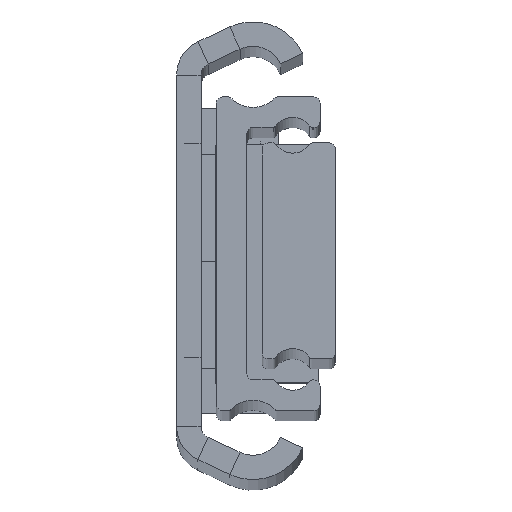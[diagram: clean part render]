
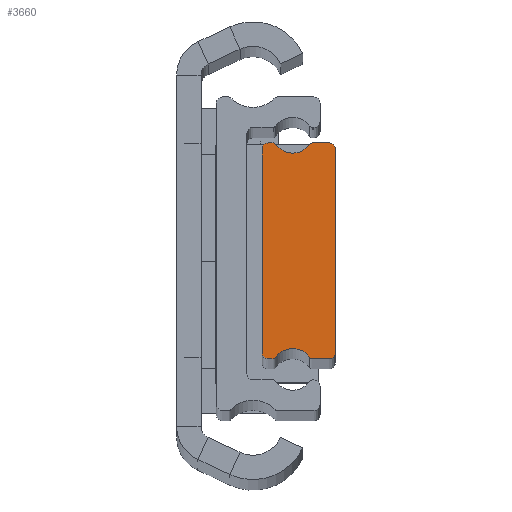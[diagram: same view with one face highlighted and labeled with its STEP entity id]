
A CAD part, top view. The second image highlights one B-rep face of the part: STEP entity #3660.
In plain terms, the highlighted planar face has unit normal (0, 0, 1).
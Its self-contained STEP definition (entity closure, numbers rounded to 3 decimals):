
#35 = LINE ( 'NONE', #102, #2547 ) ;
#77 = CARTESIAN_POINT ( 'NONE',  ( -3.797, -17.688, 0. ) ) ;
#102 = CARTESIAN_POINT ( 'NONE',  ( -12., 16.688, 0. ) ) ;
#124 = DIRECTION ( 'NONE',  ( 0., 0., 1. ) ) ;
#134 = VECTOR ( 'NONE', #2166, 1000. ) ;
#160 = ORIENTED_EDGE ( 'NONE', *, *, #2488, .T. ) ;
#192 = EDGE_LOOP ( 'NONE', ( #4715, #4491, #2955, #1602, #1536, #4484, #923, #890, #2308, #160, #3661, #2973, #4304, #4881, #3433, #1296 ) ) ;
#202 = LINE ( 'NONE', #942, #3314 ) ;
#232 = VERTEX_POINT ( 'NONE', #1830 ) ;
#249 = DIRECTION ( 'NONE',  ( 1., 0., 0. ) ) ;
#280 = AXIS2_PLACEMENT_3D ( 'NONE', #2357, #3208, #779 ) ;
#284 = DIRECTION ( 'NONE',  ( 1., 0., 0. ) ) ;
#311 = DIRECTION ( 'NONE',  ( 0., 0., 1. ) ) ;
#351 = VERTEX_POINT ( 'NONE', #3558 ) ;
#355 = VERTEX_POINT ( 'NONE', #4823 ) ;
#368 = CARTESIAN_POINT ( 'NONE',  ( -3.797, 17.188, 0. ) ) ;
#389 = CIRCLE ( 'NONE', #3022, 1. ) ;
#442 = CARTESIAN_POINT ( 'NONE',  ( -1., -16.688, 0. ) ) ;
#459 = AXIS2_PLACEMENT_3D ( 'NONE', #3612, #4036, #1997 ) ;
#462 = CARTESIAN_POINT ( 'NONE',  ( -4.208, -17.473, 0. ) ) ;
#628 = CARTESIAN_POINT ( 'NONE',  ( -3.797, -17.188, 0. ) ) ;
#675 = EDGE_CURVE ( 'NONE', #5114, #5108, #2270, .T. ) ;
#693 = CARTESIAN_POINT ( 'NONE',  ( 0., 16.688, 0. ) ) ;
#779 = DIRECTION ( 'NONE',  ( 1., 0., 0. ) ) ;
#849 = EDGE_CURVE ( 'NONE', #4256, #4683, #3034, .T. ) ;
#886 = CARTESIAN_POINT ( 'NONE',  ( -7., 19.412, 0. ) ) ;
#890 = ORIENTED_EDGE ( 'NONE', *, *, #2123, .T. ) ;
#923 = ORIENTED_EDGE ( 'NONE', *, *, #849, .T. ) ;
#942 = CARTESIAN_POINT ( 'NONE',  ( 0., -16.688, 0. ) ) ;
#1104 = VECTOR ( 'NONE', #2393, 1000. ) ;
#1133 = CARTESIAN_POINT ( 'NONE',  ( -11., 16.687, 0. ) ) ;
#1154 = AXIS2_PLACEMENT_3D ( 'NONE', #886, #1691, #2108 ) ;
#1186 = DIRECTION ( 'NONE',  ( 0., 0., 1. ) ) ;
#1254 = CARTESIAN_POINT ( 'NONE',  ( -4.208, 17.473, 0. ) ) ;
#1296 = ORIENTED_EDGE ( 'NONE', *, *, #3267, .T. ) ;
#1317 = DIRECTION ( 'NONE',  ( 1., 0., 0. ) ) ;
#1343 = CARTESIAN_POINT ( 'NONE',  ( -10.203, -17.688, 0. ) ) ;
#1363 = AXIS2_PLACEMENT_3D ( 'NONE', #5240, #1186, #4869 ) ;
#1370 = AXIS2_PLACEMENT_3D ( 'NONE', #3980, #1967, #4418 ) ;
#1407 = VECTOR ( 'NONE', #1317, 1000. ) ;
#1409 = DIRECTION ( 'NONE',  ( 1., 0., 0. ) ) ;
#1505 = DIRECTION ( 'NONE',  ( 0., 0., 1. ) ) ;
#1535 = PLANE ( 'NONE',  #1876 ) ;
#1536 = ORIENTED_EDGE ( 'NONE', *, *, #4118, .T. ) ;
#1602 = ORIENTED_EDGE ( 'NONE', *, *, #4996, .T. ) ;
#1691 = DIRECTION ( 'NONE',  ( 0., 0., -1. ) ) ;
#1741 = VERTEX_POINT ( 'NONE', #1254 ) ;
#1745 = DIRECTION ( 'NONE',  ( 1., 0., 0. ) ) ;
#1808 = CARTESIAN_POINT ( 'NONE',  ( -10.203, 17.188, 0. ) ) ;
#1830 = CARTESIAN_POINT ( 'NONE',  ( -12., -16.687, 0. ) ) ;
#1876 = AXIS2_PLACEMENT_3D ( 'NONE', #1133, #1505, #249 ) ;
#1911 = LINE ( 'NONE', #3954, #1104 ) ;
#1967 = DIRECTION ( 'NONE',  ( 0., 0., 1. ) ) ;
#1997 = DIRECTION ( 'NONE',  ( 1., 0., 0. ) ) ;
#2068 = CARTESIAN_POINT ( 'NONE',  ( -1., -17.688, 0. ) ) ;
#2071 = CIRCLE ( 'NONE', #459, 3.4 ) ;
#2108 = DIRECTION ( 'NONE',  ( 1., 0., 0. ) ) ;
#2123 = EDGE_CURVE ( 'NONE', #4683, #3413, #4687, .T. ) ;
#2155 = AXIS2_PLACEMENT_3D ( 'NONE', #2623, #2278, #284 ) ;
#2166 = DIRECTION ( 'NONE',  ( -1., 0., 0. ) ) ;
#2218 = VERTEX_POINT ( 'NONE', #4481 ) ;
#2260 = DIRECTION ( 'NONE',  ( 0., 0., 1. ) ) ;
#2263 = DIRECTION ( 'NONE',  ( 1., 0., 0. ) ) ;
#2270 = CIRCLE ( 'NONE', #4143, 0.5 ) ;
#2278 = DIRECTION ( 'NONE',  ( 0., 0., 1. ) ) ;
#2308 = ORIENTED_EDGE ( 'NONE', *, *, #5014, .T. ) ;
#2357 = CARTESIAN_POINT ( 'NONE',  ( -10.203, -17.188, 0. ) ) ;
#2389 = VERTEX_POINT ( 'NONE', #4225 ) ;
#2393 = DIRECTION ( 'NONE',  ( -1., 0., 0. ) ) ;
#2412 = CIRCLE ( 'NONE', #280, 0.5 ) ;
#2488 = EDGE_CURVE ( 'NONE', #2389, #2889, #202, .T. ) ;
#2492 = CARTESIAN_POINT ( 'NONE',  ( -11., -17.687, 0. ) ) ;
#2547 = VECTOR ( 'NONE', #3291, 1000. ) ;
#2553 = CIRCLE ( 'NONE', #1363, 1. ) ;
#2570 = DIRECTION ( 'NONE',  ( 0., 1., 0. ) ) ;
#2622 = VERTEX_POINT ( 'NONE', #5096 ) ;
#2623 = CARTESIAN_POINT ( 'NONE',  ( -1., 16.688, 0. ) ) ;
#2660 = CARTESIAN_POINT ( 'NONE',  ( -3.797, -17.688, 0. ) ) ;
#2733 = FACE_OUTER_BOUND ( 'NONE', #192, .T. ) ;
#2889 = VERTEX_POINT ( 'NONE', #693 ) ;
#2897 = VECTOR ( 'NONE', #2263, 1000. ) ;
#2955 = ORIENTED_EDGE ( 'NONE', *, *, #3745, .T. ) ;
#2973 = ORIENTED_EDGE ( 'NONE', *, *, #5060, .T. ) ;
#2985 = CARTESIAN_POINT ( 'NONE',  ( -9.792, -17.473, 0. ) ) ;
#2994 = CARTESIAN_POINT ( 'NONE',  ( -10.203, 17.688, 0. ) ) ;
#3022 = AXIS2_PLACEMENT_3D ( 'NONE', #442, #124, #1745 ) ;
#3034 = CIRCLE ( 'NONE', #3712, 0.5 ) ;
#3208 = DIRECTION ( 'NONE',  ( 0., 0., 1. ) ) ;
#3267 = EDGE_CURVE ( 'NONE', #5108, #2622, #1911, .T. ) ;
#3272 = EDGE_CURVE ( 'NONE', #2218, #1741, #3735, .T. ) ;
#3291 = DIRECTION ( 'NONE',  ( 0., -1., 0. ) ) ;
#3295 = EDGE_CURVE ( 'NONE', #355, #232, #35, .T. ) ;
#3314 = VECTOR ( 'NONE', #2570, 1000. ) ;
#3347 = LINE ( 'NONE', #4196, #134 ) ;
#3413 = VERTEX_POINT ( 'NONE', #2068 ) ;
#3433 = ORIENTED_EDGE ( 'NONE', *, *, #675, .T. ) ;
#3477 = DIRECTION ( 'NONE',  ( 1., 0., 0. ) ) ;
#3529 = DIRECTION ( 'NONE',  ( 1., 0., 0. ) ) ;
#3558 = CARTESIAN_POINT ( 'NONE',  ( -1., 17.688, 0. ) ) ;
#3612 = CARTESIAN_POINT ( 'NONE',  ( -7., -19.412, 0. ) ) ;
#3660 = ADVANCED_FACE ( 'NONE', ( #2733 ), #1535, .T. ) ;
#3661 = ORIENTED_EDGE ( 'NONE', *, *, #4730, .T. ) ;
#3669 = CIRCLE ( 'NONE', #1370, 1. ) ;
#3712 = AXIS2_PLACEMENT_3D ( 'NONE', #628, #2260, #3477 ) ;
#3718 = EDGE_CURVE ( 'NONE', #2622, #355, #2553, .T. ) ;
#3735 = CIRCLE ( 'NONE', #5020, 0.5 ) ;
#3745 = EDGE_CURVE ( 'NONE', #232, #5122, #3669, .T. ) ;
#3954 = CARTESIAN_POINT ( 'NONE',  ( -10.203, 17.688, 0. ) ) ;
#3980 = CARTESIAN_POINT ( 'NONE',  ( -11., -16.687, 0. ) ) ;
#4030 = CIRCLE ( 'NONE', #2155, 1. ) ;
#4036 = DIRECTION ( 'NONE',  ( 0., 0., -1. ) ) ;
#4118 = EDGE_CURVE ( 'NONE', #4994, #4379, #2412, .T. ) ;
#4139 = LINE ( 'NONE', #2492, #1407 ) ;
#4143 = AXIS2_PLACEMENT_3D ( 'NONE', #1808, #5061, #1409 ) ;
#4196 = CARTESIAN_POINT ( 'NONE',  ( -1., 17.688, 0. ) ) ;
#4225 = CARTESIAN_POINT ( 'NONE',  ( 0., -16.688, 0. ) ) ;
#4250 = CARTESIAN_POINT ( 'NONE',  ( -9.792, 17.473, 0. ) ) ;
#4256 = VERTEX_POINT ( 'NONE', #462 ) ;
#4304 = ORIENTED_EDGE ( 'NONE', *, *, #3272, .T. ) ;
#4307 = CIRCLE ( 'NONE', #1154, 3.4 ) ;
#4379 = VERTEX_POINT ( 'NONE', #2985 ) ;
#4418 = DIRECTION ( 'NONE',  ( 1., 0., 0. ) ) ;
#4481 = CARTESIAN_POINT ( 'NONE',  ( -3.797, 17.688, 0. ) ) ;
#4484 = ORIENTED_EDGE ( 'NONE', *, *, #4831, .T. ) ;
#4491 = ORIENTED_EDGE ( 'NONE', *, *, #3295, .T. ) ;
#4683 = VERTEX_POINT ( 'NONE', #77 ) ;
#4687 = LINE ( 'NONE', #2660, #2897 ) ;
#4715 = ORIENTED_EDGE ( 'NONE', *, *, #3718, .T. ) ;
#4725 = CARTESIAN_POINT ( 'NONE',  ( -11., -17.687, 0. ) ) ;
#4730 = EDGE_CURVE ( 'NONE', #2889, #351, #4030, .T. ) ;
#4823 = CARTESIAN_POINT ( 'NONE',  ( -12., 16.688, 0. ) ) ;
#4831 = EDGE_CURVE ( 'NONE', #4379, #4256, #2071, .T. ) ;
#4869 = DIRECTION ( 'NONE',  ( 1., 0., 0. ) ) ;
#4881 = ORIENTED_EDGE ( 'NONE', *, *, #4960, .T. ) ;
#4960 = EDGE_CURVE ( 'NONE', #1741, #5114, #4307, .T. ) ;
#4994 = VERTEX_POINT ( 'NONE', #1343 ) ;
#4996 = EDGE_CURVE ( 'NONE', #5122, #4994, #4139, .T. ) ;
#5014 = EDGE_CURVE ( 'NONE', #3413, #2389, #389, .T. ) ;
#5020 = AXIS2_PLACEMENT_3D ( 'NONE', #368, #311, #3529 ) ;
#5060 = EDGE_CURVE ( 'NONE', #351, #2218, #3347, .T. ) ;
#5061 = DIRECTION ( 'NONE',  ( 0., 0., 1. ) ) ;
#5096 = CARTESIAN_POINT ( 'NONE',  ( -11., 17.688, 0. ) ) ;
#5108 = VERTEX_POINT ( 'NONE', #2994 ) ;
#5114 = VERTEX_POINT ( 'NONE', #4250 ) ;
#5122 = VERTEX_POINT ( 'NONE', #4725 ) ;
#5240 = CARTESIAN_POINT ( 'NONE',  ( -11., 16.687, 0. ) ) ;
